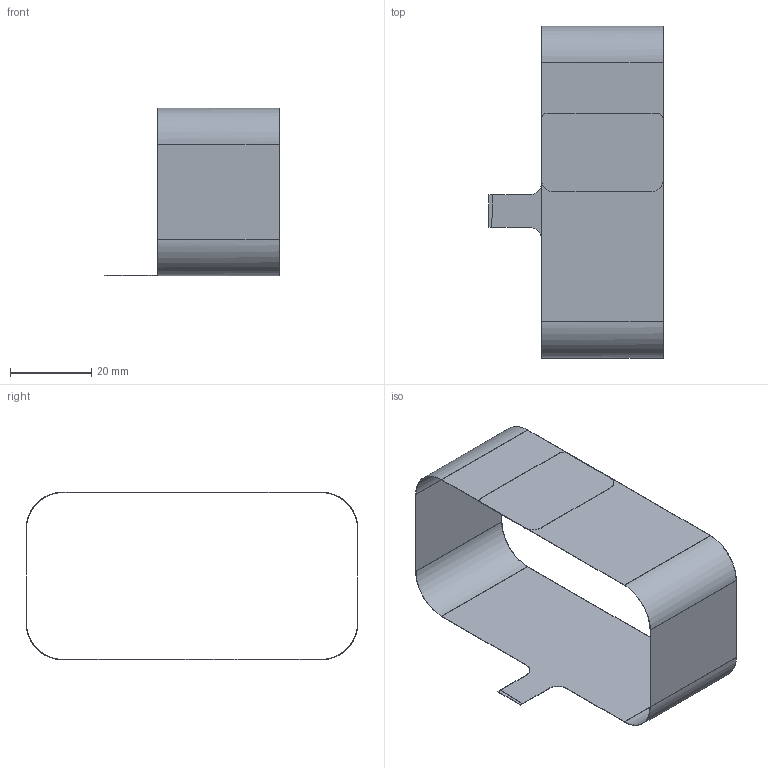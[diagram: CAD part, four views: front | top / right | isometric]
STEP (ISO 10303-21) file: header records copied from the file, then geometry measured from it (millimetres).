
FILE_DESCRIPTION(('Open CASCADE Model'),'2;1');
FILE_NAME('Open CASCADE Shape Model','2018-04-12T08:51:05',('Author'),( 'Open CASCADE'),'Open CASCADE STEP processor 6.8','Open CASCADE 6.8' ,'Unknown');
FILE_SCHEMA(('AUTOMOTIVE_DESIGN_CC2 { 1 2 10303 214 -1 1 5 4 }'));
Length unit declared in the file: millimetre
Products named in the file (2): PCB; Board
Assembly tree (1 placements, depth 2):
  PCB
    Board
Bounding box: 43.01 x 81.86 x 41.36 mm (x, y, z)
Volume: 636.4 mm3; surface area: 15316 mm2
Topology: 9 solids, 10 shells, 140 faces, 360 edges, 240 vertices
Faces by surface type: plane 132, cylinder 8
Entity records: 9647 total; most frequent: CARTESIAN_POINT 2454, DIRECTION 1268, LINE 984, VECTOR 984, ORIENTED_EDGE 720, PCURVE 720, DEFINITIONAL_REPRESENTATION 720, EDGE_CURVE 360
